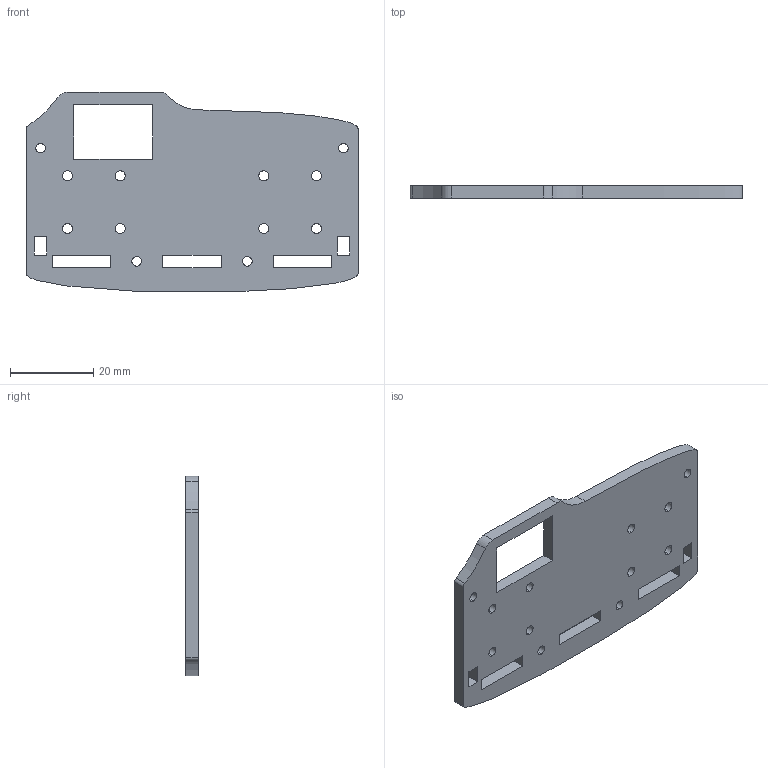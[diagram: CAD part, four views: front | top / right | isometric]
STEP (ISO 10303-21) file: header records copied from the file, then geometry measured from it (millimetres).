
FILE_DESCRIPTION (( 'STEP AP214' ), '1' );
FILE_NAME ('chariot-top.STEP', '2016-05-23T20:41:23', ( '' ), ( '' ), 'SwSTEP 2.0', 'SolidWorks 2016', '' );
FILE_SCHEMA (( 'AUTOMOTIVE_DESIGN' ));
Length unit declared in the file: millimetre
Products named in the file (1): chariot-top
Bounding box: 80 x 3 x 48.15 mm (x, y, z)
Volume: 9177.1 mm3; surface area: 7686.3 mm2
Topology: 1 solids, 1 shells, 60 faces, 174 edges, 116 vertices
Faces by surface type: plane 29, cylinder 28, bspline 3
Entity records: 2109 total; most frequent: CARTESIAN_POINT 390, ORIENTED_EDGE 348, DIRECTION 340, EDGE_CURVE 174, VERTEX_POINT 116, AXIS2_PLACEMENT_3D 114, VECTOR 112, LINE 112
